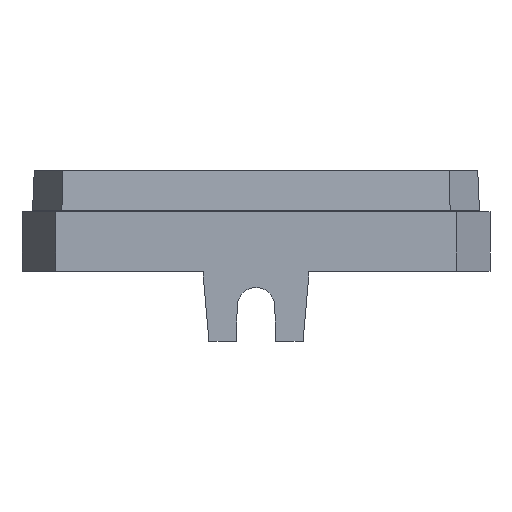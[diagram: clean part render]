
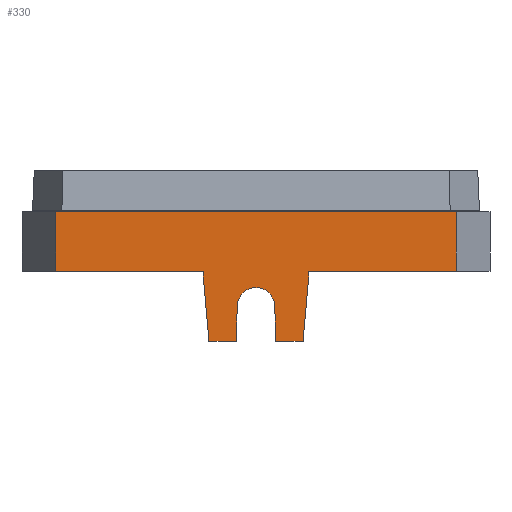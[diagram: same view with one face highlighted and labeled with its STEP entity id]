
A CAD part, front view. The second image highlights one B-rep face of the part: STEP entity #330.
In plain terms, the highlighted planar face has unit normal (0, -1, 0).
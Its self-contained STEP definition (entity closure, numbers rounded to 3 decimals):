
#104=FACE_OUTER_BOUND('',#1953,.T.);
#330=ADVANCED_FACE('',(#104),#563,.T.);
#563=PLANE('',#4649);
#788=LINE('',#6085,#1364);
#888=LINE('',#6306,#1464);
#905=LINE('',#6343,#1481);
#951=LINE('',#6441,#1527);
#979=LINE('',#6496,#1555);
#988=LINE('',#6516,#1564);
#1012=LINE('',#6563,#1588);
#1014=LINE('',#6567,#1590);
#1015=LINE('',#6569,#1591);
#1016=LINE('',#6570,#1592);
#1017=LINE('',#6572,#1593);
#1018=LINE('',#6574,#1594);
#1019=LINE('',#6578,#1595);
#1364=VECTOR('',#4925,1.);
#1464=VECTOR('',#5053,1.);
#1481=VECTOR('',#5074,1.);
#1527=VECTOR('',#5128,1.);
#1555=VECTOR('',#5162,1.);
#1564=VECTOR('',#5177,1.);
#1588=VECTOR('',#5207,1.);
#1590=VECTOR('',#5211,1.);
#1591=VECTOR('',#5214,1.);
#1592=VECTOR('',#5215,1.);
#1593=VECTOR('',#5216,1.);
#1594=VECTOR('',#5217,1.);
#1595=VECTOR('',#5220,1.);
#1953=EDGE_LOOP('',(#2473,#2474,#2475,#2476,#2477,#2478,#2479,#2480,#2481,
#2482,#2483,#2484,#2485,#2486));
#2473=ORIENTED_EDGE('',*,*,#4191,.F.);
#2474=ORIENTED_EDGE('',*,*,#3948,.T.);
#2475=ORIENTED_EDGE('',*,*,#4058,.T.);
#2476=ORIENTED_EDGE('',*,*,#4076,.F.);
#2477=ORIENTED_EDGE('',*,*,#4164,.F.);
#2478=ORIENTED_EDGE('',*,*,#4192,.F.);
#2479=ORIENTED_EDGE('',*,*,#4193,.F.);
#2480=ORIENTED_EDGE('',*,*,#4194,.F.);
#2481=ORIENTED_EDGE('',*,*,#4195,.F.);
#2482=ORIENTED_EDGE('',*,*,#4196,.F.);
#2483=ORIENTED_EDGE('',*,*,#4188,.F.);
#2484=ORIENTED_EDGE('',*,*,#4190,.F.);
#2485=ORIENTED_EDGE('',*,*,#4154,.F.);
#2486=ORIENTED_EDGE('',*,*,#4126,.F.);
#3514=VERTEX_POINT('',#6084);
#3515=VERTEX_POINT('',#6086);
#3622=VERTEX_POINT('',#6307);
#3639=VERTEX_POINT('',#6342);
#3687=VERTEX_POINT('',#6440);
#3688=VERTEX_POINT('',#6442);
#3709=VERTEX_POINT('',#6490);
#3719=VERTEX_POINT('',#6515);
#3739=VERTEX_POINT('',#6562);
#3740=VERTEX_POINT('',#6564);
#3741=VERTEX_POINT('',#6571);
#3742=VERTEX_POINT('',#6573);
#3743=VERTEX_POINT('',#6575);
#3744=VERTEX_POINT('',#6577);
#3948=EDGE_CURVE('',#3515,#3514,#788,.T.);
#4058=EDGE_CURVE('',#3514,#3622,#888,.T.);
#4076=EDGE_CURVE('',#3639,#3622,#905,.T.);
#4126=EDGE_CURVE('',#3687,#3688,#951,.T.);
#4154=EDGE_CURVE('',#3688,#3709,#979,.T.);
#4164=EDGE_CURVE('',#3719,#3639,#988,.T.);
#4188=EDGE_CURVE('',#3739,#3740,#1012,.T.);
#4190=EDGE_CURVE('',#3709,#3739,#1014,.T.);
#4191=EDGE_CURVE('',#3515,#3687,#1015,.T.);
#4192=EDGE_CURVE('',#3741,#3719,#1016,.T.);
#4193=EDGE_CURVE('',#3742,#3741,#1017,.T.);
#4194=EDGE_CURVE('',#3743,#3742,#1018,.T.);
#4195=EDGE_CURVE('',#3744,#3743,#4592,.T.);
#4196=EDGE_CURVE('',#3740,#3744,#1019,.T.);
#4592=CIRCLE('',#4648,1.6);
#4648=AXIS2_PLACEMENT_3D('',#6576,#5218,#5219);
#4649=AXIS2_PLACEMENT_3D('',#6579,#5221,#5222);
#4925=DIRECTION('',(-1.,0.,0.));
#5053=DIRECTION('',(0.,0.,-1.));
#5074=DIRECTION('',(-1.,0.,0.));
#5128=DIRECTION('',(-1.,0.,0.));
#5162=DIRECTION('',(0.,0.,-1.));
#5177=DIRECTION('',(0.,0.,1.));
#5207=DIRECTION('',(-1.,0.,0.));
#5211=DIRECTION('',(-0.087,0.,-0.996));
#5214=DIRECTION('',(0.,0.,-1.));
#5215=DIRECTION('',(-0.087,0.,0.996));
#5216=DIRECTION('',(-1.,0.,0.));
#5217=DIRECTION('',(-0.035,0.,-0.999));
#5218=DIRECTION('',(0.,-1.,0.));
#5219=DIRECTION('',(0.999,0.,0.035));
#5220=DIRECTION('',(-0.035,0.,0.999));
#5221=DIRECTION('',(0.,-1.,0.));
#5222=DIRECTION('',(0.,0.,-1.));
#6084=CARTESIAN_POINT('',(-17.113,5.,0.));
#6085=CARTESIAN_POINT('',(17.113,5.,0.));
#6086=CARTESIAN_POINT('',(17.113,5.,0.));
#6306=CARTESIAN_POINT('',(-17.113,5.,0.));
#6307=CARTESIAN_POINT('',(-17.113,5.,-5.1));
#6342=CARTESIAN_POINT('',(-4.5,5.,-5.1));
#6343=CARTESIAN_POINT('',(-4.5,5.,-5.1));
#6440=CARTESIAN_POINT('',(17.113,5.,-5.1));
#6441=CARTESIAN_POINT('',(17.113,5.,-5.1));
#6442=CARTESIAN_POINT('',(4.5,5.,-5.1));
#6490=CARTESIAN_POINT('',(4.5,5.,-5.6));
#6496=CARTESIAN_POINT('',(4.5,5.,-5.1));
#6515=CARTESIAN_POINT('',(-4.5,5.,-5.6));
#6516=CARTESIAN_POINT('',(-4.5,5.,-5.6));
#6562=CARTESIAN_POINT('',(4.019,5.,-11.1));
#6563=CARTESIAN_POINT('',(4.019,5.,-11.1));
#6564=CARTESIAN_POINT('',(1.706,5.,-11.1));
#6567=CARTESIAN_POINT('',(4.5,5.,-5.6));
#6569=CARTESIAN_POINT('',(17.113,5.,0.));
#6570=CARTESIAN_POINT('',(-4.019,5.,-11.1));
#6571=CARTESIAN_POINT('',(-4.019,5.,-11.1));
#6572=CARTESIAN_POINT('',(-1.706,5.,-11.1));
#6573=CARTESIAN_POINT('',(-1.706,5.,-11.1));
#6574=CARTESIAN_POINT('',(-1.599,5.,-8.044));
#6575=CARTESIAN_POINT('',(-1.599,5.,-8.044));
#6576=CARTESIAN_POINT('',(0.,5.,-8.1));
#6577=CARTESIAN_POINT('',(1.599,5.,-8.044));
#6578=CARTESIAN_POINT('',(1.706,5.,-11.1));
#6579=CARTESIAN_POINT('',(17.113,5.,0.));
